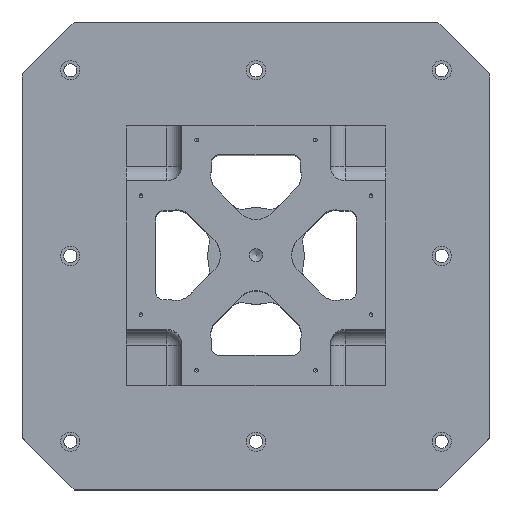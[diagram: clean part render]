
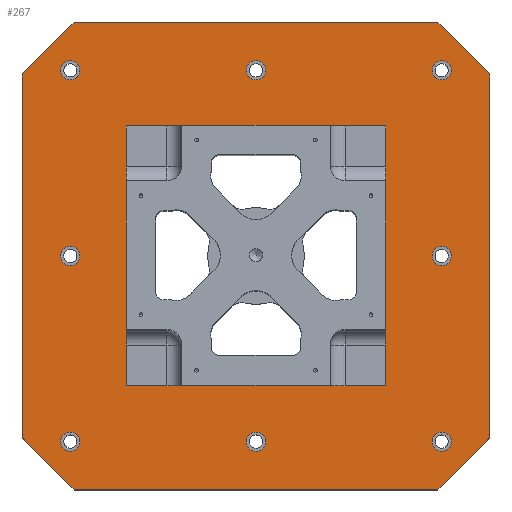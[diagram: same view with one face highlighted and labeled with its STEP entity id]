
A CAD part, top view. The second image highlights one B-rep face of the part: STEP entity #267.
In plain terms, the highlighted planar face has unit normal (0, 0, 1).
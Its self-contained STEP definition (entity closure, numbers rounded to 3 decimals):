
#267 = ADVANCED_FACE( '', ( #740, #741, #742, #743, #744, #745, #746, #747, #748, #749 ), #750, .F. );
#740 = FACE_BOUND( '', #1235, .T. );
#741 = FACE_BOUND( '', #1236, .T. );
#742 = FACE_BOUND( '', #1237, .T. );
#743 = FACE_BOUND( '', #1238, .T. );
#744 = FACE_BOUND( '', #1239, .T. );
#745 = FACE_BOUND( '', #1240, .T. );
#746 = FACE_BOUND( '', #1241, .T. );
#747 = FACE_BOUND( '', #1242, .T. );
#748 = FACE_OUTER_BOUND( '', #1243, .T. );
#749 = FACE_BOUND( '', #1244, .T. );
#750 = PLANE( '', #1245 );
#1235 = EDGE_LOOP( '', ( #2834 ) );
#1236 = EDGE_LOOP( '', ( #2835 ) );
#1237 = EDGE_LOOP( '', ( #2836 ) );
#1238 = EDGE_LOOP( '', ( #2837 ) );
#1239 = EDGE_LOOP( '', ( #2838 ) );
#1240 = EDGE_LOOP( '', ( #2839 ) );
#1241 = EDGE_LOOP( '', ( #2840 ) );
#1242 = EDGE_LOOP( '', ( #2841 ) );
#1243 = EDGE_LOOP( '', ( #2842, #2843, #2844, #2845, #2846, #2847, #2848, #2849 ) );
#1244 = EDGE_LOOP( '', ( #2850, #2851, #2852, #2853 ) );
#1245 = AXIS2_PLACEMENT_3D( '', #2854, #2855, #2856 );
#2834 = ORIENTED_EDGE( '', *, *, #3105, .T. );
#2835 = ORIENTED_EDGE( '', *, *, #3101, .T. );
#2836 = ORIENTED_EDGE( '', *, *, #3097, .T. );
#2837 = ORIENTED_EDGE( '', *, *, #3093, .T. );
#2838 = ORIENTED_EDGE( '', *, *, #3089, .T. );
#2839 = ORIENTED_EDGE( '', *, *, #3085, .T. );
#2840 = ORIENTED_EDGE( '', *, *, #3081, .T. );
#2841 = ORIENTED_EDGE( '', *, *, #3077, .T. );
#2842 = ORIENTED_EDGE( '', *, *, #3466, .T. );
#2843 = ORIENTED_EDGE( '', *, *, #3353, .T. );
#2844 = ORIENTED_EDGE( '', *, *, #3467, .T. );
#2845 = ORIENTED_EDGE( '', *, *, #3357, .T. );
#2846 = ORIENTED_EDGE( '', *, *, #3468, .T. );
#2847 = ORIENTED_EDGE( '', *, *, #3361, .T. );
#2848 = ORIENTED_EDGE( '', *, *, #3469, .T. );
#2849 = ORIENTED_EDGE( '', *, *, #2943, .T. );
#2850 = ORIENTED_EDGE( '', *, *, #3470, .F. );
#2851 = ORIENTED_EDGE( '', *, *, #3458, .F. );
#2852 = ORIENTED_EDGE( '', *, *, #3452, .F. );
#2853 = ORIENTED_EDGE( '', *, *, #3460, .F. );
#2854 = CARTESIAN_POINT( '', ( -315., 315., 50. ) );
#2855 = DIRECTION( '', ( 0., 0., -1. ) );
#2856 = DIRECTION( '', ( -1., 0., 0. ) );
#2943 = EDGE_CURVE( '', #3484, #3485, #3486, .F. );
#3077 = EDGE_CURVE( '', #3723, #3723, #3724, .T. );
#3081 = EDGE_CURVE( '', #3731, #3731, #3732, .T. );
#3085 = EDGE_CURVE( '', #3739, #3739, #3740, .T. );
#3089 = EDGE_CURVE( '', #3747, #3747, #3748, .T. );
#3093 = EDGE_CURVE( '', #3755, #3755, #3756, .T. );
#3097 = EDGE_CURVE( '', #3763, #3763, #3764, .T. );
#3101 = EDGE_CURVE( '', #3771, #3771, #3772, .T. );
#3105 = EDGE_CURVE( '', #3779, #3779, #3780, .T. );
#3353 = EDGE_CURVE( '', #4193, #4194, #4195, .F. );
#3357 = EDGE_CURVE( '', #4201, #4202, #4203, .F. );
#3361 = EDGE_CURVE( '', #4209, #4210, #4211, .F. );
#3452 = EDGE_CURVE( '', #4333, #4335, #4336, .T. );
#3458 = EDGE_CURVE( '', #4335, #4343, #4344, .T. );
#3460 = EDGE_CURVE( '', #4346, #4333, #4347, .T. );
#3466 = EDGE_CURVE( '', #3485, #4193, #4354, .T. );
#3467 = EDGE_CURVE( '', #4194, #4201, #4355, .T. );
#3468 = EDGE_CURVE( '', #4202, #4209, #4356, .T. );
#3469 = EDGE_CURVE( '', #4210, #3484, #4357, .T. );
#3470 = EDGE_CURVE( '', #4343, #4346, #4358, .T. );
#3484 = VERTEX_POINT( '', #4385 );
#3485 = VERTEX_POINT( '', #4386 );
#3486 = LINE( '', #4387, #4388 );
#3723 = VERTEX_POINT( '', #4989 );
#3724 = CIRCLE( '', #4990, 13. );
#3731 = VERTEX_POINT( '', #4997 );
#3732 = CIRCLE( '', #4998, 13. );
#3739 = VERTEX_POINT( '', #5005 );
#3740 = CIRCLE( '', #5006, 13. );
#3747 = VERTEX_POINT( '', #5013 );
#3748 = CIRCLE( '', #5014, 13. );
#3755 = VERTEX_POINT( '', #5021 );
#3756 = CIRCLE( '', #5022, 13. );
#3763 = VERTEX_POINT( '', #5029 );
#3764 = CIRCLE( '', #5030, 13. );
#3771 = VERTEX_POINT( '', #5037 );
#3772 = CIRCLE( '', #5038, 13. );
#3779 = VERTEX_POINT( '', #5045 );
#3780 = CIRCLE( '', #5046, 13. );
#4193 = VERTEX_POINT( '', #6291 );
#4194 = VERTEX_POINT( '', #6292 );
#4195 = LINE( '', #6293, #6294 );
#4201 = VERTEX_POINT( '', #6303 );
#4202 = VERTEX_POINT( '', #6304 );
#4203 = LINE( '', #6305, #6306 );
#4209 = VERTEX_POINT( '', #6315 );
#4210 = VERTEX_POINT( '', #6316 );
#4211 = LINE( '', #6317, #6318 );
#4333 = VERTEX_POINT( '', #6514 );
#4335 = VERTEX_POINT( '', #6517 );
#4336 = LINE( '', #6518, #6519 );
#4343 = VERTEX_POINT( '', #6531 );
#4344 = LINE( '', #6532, #6533 );
#4346 = VERTEX_POINT( '', #6536 );
#4347 = LINE( '', #6537, #6538 );
#4354 = LINE( '', #6550, #6551 );
#4355 = LINE( '', #6552, #6553 );
#4356 = LINE( '', #6554, #6555 );
#4357 = LINE( '', #6556, #6557 );
#4358 = LINE( '', #6558, #6559 );
#4385 = CARTESIAN_POINT( '', ( -315., -245., 50. ) );
#4386 = CARTESIAN_POINT( '', ( -245., -315., 50. ) );
#4387 = CARTESIAN_POINT( '', ( -245., -315., 50. ) );
#4388 = VECTOR( '', #6570, 1000. );
#4989 = CARTESIAN_POINT( '', ( 0., 237., 50. ) );
#4990 = AXIS2_PLACEMENT_3D( '', #6791, #6792, #6793 );
#4997 = CARTESIAN_POINT( '', ( 250., 237., 50. ) );
#4998 = AXIS2_PLACEMENT_3D( '', #6803, #6804, #6805 );
#5005 = CARTESIAN_POINT( '', ( 250., -13., 50. ) );
#5006 = AXIS2_PLACEMENT_3D( '', #6815, #6816, #6817 );
#5013 = CARTESIAN_POINT( '', ( 250., -263., 50. ) );
#5014 = AXIS2_PLACEMENT_3D( '', #6827, #6828, #6829 );
#5021 = CARTESIAN_POINT( '', ( 0., -263., 50. ) );
#5022 = AXIS2_PLACEMENT_3D( '', #6839, #6840, #6841 );
#5029 = CARTESIAN_POINT( '', ( -250., -263., 50. ) );
#5030 = AXIS2_PLACEMENT_3D( '', #6851, #6852, #6853 );
#5037 = CARTESIAN_POINT( '', ( -250., -13., 50. ) );
#5038 = AXIS2_PLACEMENT_3D( '', #6863, #6864, #6865 );
#5045 = CARTESIAN_POINT( '', ( -250., 237., 50. ) );
#5046 = AXIS2_PLACEMENT_3D( '', #6875, #6876, #6877 );
#6291 = CARTESIAN_POINT( '', ( 245., -315., 50. ) );
#6292 = CARTESIAN_POINT( '', ( 315., -245., 50. ) );
#6293 = CARTESIAN_POINT( '', ( 315., -245., 50. ) );
#6294 = VECTOR( '', #7275, 1000. );
#6303 = CARTESIAN_POINT( '', ( 315., 245., 50. ) );
#6304 = CARTESIAN_POINT( '', ( 245., 315., 50. ) );
#6305 = CARTESIAN_POINT( '', ( 245., 315., 50. ) );
#6306 = VECTOR( '', #7279, 1000. );
#6315 = CARTESIAN_POINT( '', ( -245., 315., 50. ) );
#6316 = CARTESIAN_POINT( '', ( -315., 245., 50. ) );
#6317 = CARTESIAN_POINT( '', ( -315., 245., 50. ) );
#6318 = VECTOR( '', #7283, 1000. );
#6514 = CARTESIAN_POINT( '', ( 175., -175., 50. ) );
#6517 = CARTESIAN_POINT( '', ( 175., 175., 50. ) );
#6518 = CARTESIAN_POINT( '', ( 175., -175., 50. ) );
#6519 = VECTOR( '', #7404, 1000. );
#6531 = CARTESIAN_POINT( '', ( -175., 175., 50. ) );
#6532 = CARTESIAN_POINT( '', ( 175., 175., 50. ) );
#6533 = VECTOR( '', #7410, 1000. );
#6536 = CARTESIAN_POINT( '', ( -175., -175., 50. ) );
#6537 = CARTESIAN_POINT( '', ( -175., -175., 50. ) );
#6538 = VECTOR( '', #7412, 1000. );
#6550 = CARTESIAN_POINT( '', ( -315., -315., 50. ) );
#6551 = VECTOR( '', #7418, 1000. );
#6552 = CARTESIAN_POINT( '', ( 315., -315., 50. ) );
#6553 = VECTOR( '', #7419, 1000. );
#6554 = CARTESIAN_POINT( '', ( 315., 315., 50. ) );
#6555 = VECTOR( '', #7420, 1000. );
#6556 = CARTESIAN_POINT( '', ( -315., 315., 50. ) );
#6557 = VECTOR( '', #7421, 1000. );
#6558 = CARTESIAN_POINT( '', ( -175., 175., 50. ) );
#6559 = VECTOR( '', #7422, 1000. );
#6570 = DIRECTION( '', ( -0.707, 0.707, 0. ) );
#6791 = CARTESIAN_POINT( '', ( 0., 250., 50. ) );
#6792 = DIRECTION( '', ( 0., 0., -1. ) );
#6793 = DIRECTION( '', ( 0., -1., 0. ) );
#6803 = CARTESIAN_POINT( '', ( 250., 250., 50. ) );
#6804 = DIRECTION( '', ( 0., 0., -1. ) );
#6805 = DIRECTION( '', ( 0., -1., 0. ) );
#6815 = CARTESIAN_POINT( '', ( 250., 0., 50. ) );
#6816 = DIRECTION( '', ( 0., 0., -1. ) );
#6817 = DIRECTION( '', ( 0., -1., 0. ) );
#6827 = CARTESIAN_POINT( '', ( 250., -250., 50. ) );
#6828 = DIRECTION( '', ( 0., 0., -1. ) );
#6829 = DIRECTION( '', ( 0., -1., 0. ) );
#6839 = CARTESIAN_POINT( '', ( 0., -250., 50. ) );
#6840 = DIRECTION( '', ( 0., 0., -1. ) );
#6841 = DIRECTION( '', ( 0., -1., 0. ) );
#6851 = CARTESIAN_POINT( '', ( -250., -250., 50. ) );
#6852 = DIRECTION( '', ( 0., 0., -1. ) );
#6853 = DIRECTION( '', ( 0., -1., 0. ) );
#6863 = CARTESIAN_POINT( '', ( -250., 0., 50. ) );
#6864 = DIRECTION( '', ( 0., 0., -1. ) );
#6865 = DIRECTION( '', ( 0., -1., 0. ) );
#6875 = CARTESIAN_POINT( '', ( -250., 250., 50. ) );
#6876 = DIRECTION( '', ( 0., 0., -1. ) );
#6877 = DIRECTION( '', ( 0., -1., 0. ) );
#7275 = DIRECTION( '', ( -0.707, -0.707, 0. ) );
#7279 = DIRECTION( '', ( 0.707, -0.707, 0. ) );
#7283 = DIRECTION( '', ( 0.707, 0.707, 0. ) );
#7404 = DIRECTION( '', ( 0., 1., 0. ) );
#7410 = DIRECTION( '', ( -1., 0., 0. ) );
#7412 = DIRECTION( '', ( 1., 0., 0. ) );
#7418 = DIRECTION( '', ( 1., 0., 0. ) );
#7419 = DIRECTION( '', ( 0., 1., 0. ) );
#7420 = DIRECTION( '', ( -1., 0., 0. ) );
#7421 = DIRECTION( '', ( 0., -1., 0. ) );
#7422 = DIRECTION( '', ( 0., -1., 0. ) );
